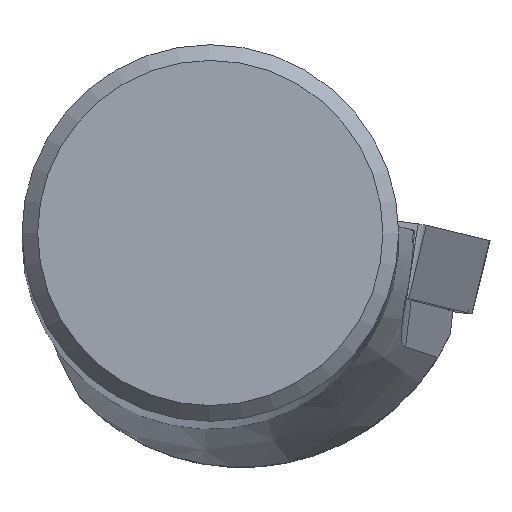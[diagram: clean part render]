
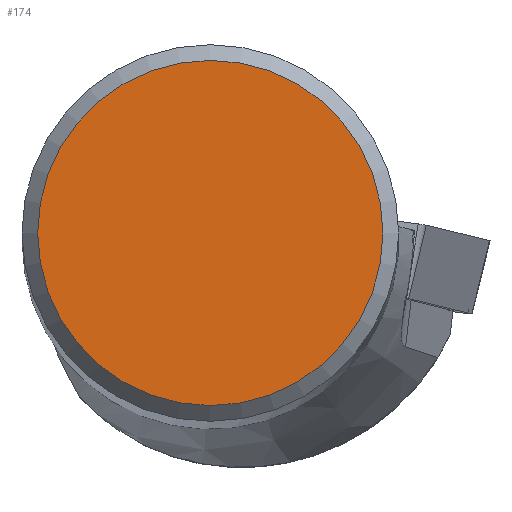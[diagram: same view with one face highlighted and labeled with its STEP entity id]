
A CAD part, top view. The second image highlights one B-rep face of the part: STEP entity #174.
In plain terms, the highlighted planar face has unit normal (0, 0, 1).
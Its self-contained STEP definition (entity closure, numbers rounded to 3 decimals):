
#139=FACE_OUTER_BOUND('',#339,.T.);
#174=ADVANCED_FACE('',(#139),#200,.T.);
#200=PLANE('',#853);
#339=EDGE_LOOP('',(#477));
#477=ORIENTED_EDGE('',*,*,#672,.F.);
#593=VERTEX_POINT('',#1413);
#672=EDGE_CURVE('',#593,#593,#713,.T.);
#713=CIRCLE('',#852,5.493);
#852=AXIS2_PLACEMENT_3D('',#1412,#1024,#1025);
#853=AXIS2_PLACEMENT_3D('',#1414,#1026,#1027);
#1024=DIRECTION('',(0.,0.,-1.));
#1025=DIRECTION('',(-1.,0.,0.));
#1026=DIRECTION('',(0.,0.,1.));
#1027=DIRECTION('',(-1.,0.,0.));
#1412=CARTESIAN_POINT('',(0.,0.,0.));
#1413=CARTESIAN_POINT('',(-5.493,0.,0.));
#1414=CARTESIAN_POINT('',(0.,0.,0.));
